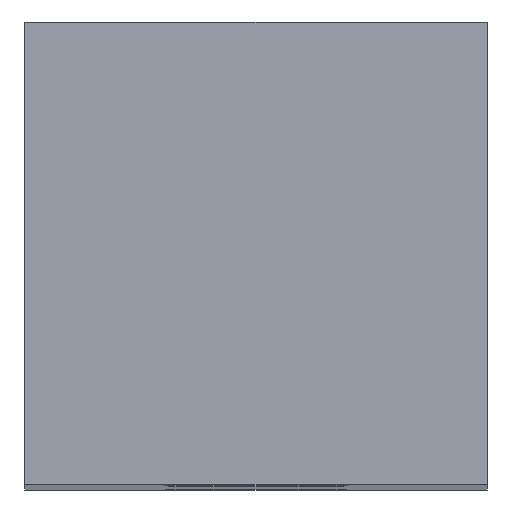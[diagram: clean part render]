
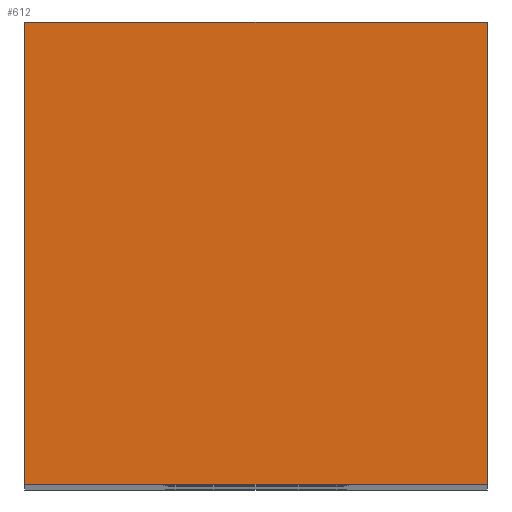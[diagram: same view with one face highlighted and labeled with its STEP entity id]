
A CAD part, top view. The second image highlights one B-rep face of the part: STEP entity #612.
In plain terms, the highlighted planar face has unit normal (0, 0, 1).
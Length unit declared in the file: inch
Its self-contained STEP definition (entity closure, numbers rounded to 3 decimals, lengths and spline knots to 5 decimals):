
#1 = AXIS2_PLACEMENT_3D ( 'NONE', #205, #797, #701 ) ;
#10 = LINE ( 'NONE', #187, #160 ) ;
#13 = VECTOR ( 'NONE', #97, 39.37008 ) ;
#15 = CARTESIAN_POINT ( 'NONE',  ( -0.1875, -0.1875, 0. ) ) ;
#27 = ORIENTED_EDGE ( 'NONE', *, *, #204, .T. ) ;
#31 = CARTESIAN_POINT ( 'NONE',  ( -0.1875, 0.1875, 0. ) ) ;
#56 = VECTOR ( 'NONE', #515, 39.37008 ) ;
#97 = DIRECTION ( 'NONE',  ( 0., 1., 0. ) ) ;
#137 = CARTESIAN_POINT ( 'NONE',  ( 0.1875, -0.1875, 0. ) ) ;
#146 = VERTEX_POINT ( 'NONE', #31 ) ;
#160 = VECTOR ( 'NONE', #401, 39.37008 ) ;
#187 = CARTESIAN_POINT ( 'NONE',  ( 0.1875, 0.1875, 0. ) ) ;
#204 = EDGE_CURVE ( 'NONE', #289, #146, #10, .T. ) ;
#205 = CARTESIAN_POINT ( 'NONE',  ( -0.1875, 0.1875, 0. ) ) ;
#214 = VERTEX_POINT ( 'NONE', #137 ) ;
#260 = CARTESIAN_POINT ( 'NONE',  ( 0.1875, -0.1875, 0. ) ) ;
#289 = VERTEX_POINT ( 'NONE', #485 ) ;
#298 = PLANE ( 'NONE',  #1 ) ;
#348 = LINE ( 'NONE', #550, #56 ) ;
#363 = EDGE_LOOP ( 'NONE', ( #780, #710, #574, #27 ) ) ;
#369 = LINE ( 'NONE', #646, #720 ) ;
#401 = DIRECTION ( 'NONE',  ( -1., 0., 0. ) ) ;
#444 = LINE ( 'NONE', #260, #13 ) ;
#485 = CARTESIAN_POINT ( 'NONE',  ( 0.1875, 0.1875, 0. ) ) ;
#490 = FACE_OUTER_BOUND ( 'NONE', #363, .T. ) ;
#515 = DIRECTION ( 'NONE',  ( 0., -1., 0. ) ) ;
#550 = CARTESIAN_POINT ( 'NONE',  ( -0.1875, -0.1875, 0. ) ) ;
#574 = ORIENTED_EDGE ( 'NONE', *, *, #867, .T. ) ;
#576 = DIRECTION ( 'NONE',  ( 1., 0., 0. ) ) ;
#612 = ADVANCED_FACE ( 'NONE', ( #490 ), #298, .T. ) ;
#646 = CARTESIAN_POINT ( 'NONE',  ( 0.1875, -0.1875, 0. ) ) ;
#648 = EDGE_CURVE ( 'NONE', #875, #214, #369, .T. ) ;
#701 = DIRECTION ( 'NONE',  ( 1., 0., 0. ) ) ;
#710 = ORIENTED_EDGE ( 'NONE', *, *, #648, .T. ) ;
#720 = VECTOR ( 'NONE', #576, 39.37008 ) ;
#780 = ORIENTED_EDGE ( 'NONE', *, *, #844, .T. ) ;
#797 = DIRECTION ( 'NONE',  ( 0., 0., 1. ) ) ;
#844 = EDGE_CURVE ( 'NONE', #146, #875, #348, .T. ) ;
#867 = EDGE_CURVE ( 'NONE', #214, #289, #444, .T. ) ;
#875 = VERTEX_POINT ( 'NONE', #15 ) ;
